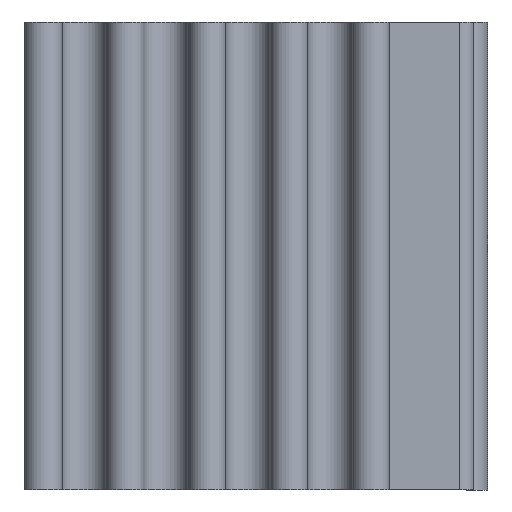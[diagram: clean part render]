
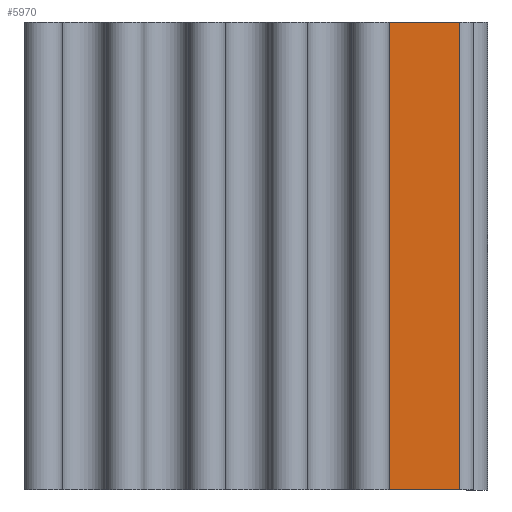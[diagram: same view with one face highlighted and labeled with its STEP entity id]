
A CAD part, left-side view. The second image highlights one B-rep face of the part: STEP entity #5970.
In plain terms, the highlighted planar face has unit normal (-1, 0, 0).
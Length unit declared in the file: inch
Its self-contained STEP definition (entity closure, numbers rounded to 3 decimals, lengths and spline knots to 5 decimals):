
#1536=DIRECTION('',(0.,-1.,0.));
#1537=VECTOR('',#1536,0.0749);
#1538=CARTESIAN_POINT('',(-0.3401,-0.1751,-0.2501));
#1539=LINE('',#1538,#1537);
#1594=DIRECTION('',(0.,0.,1.));
#1595=VECTOR('',#1594,0.5002);
#1596=CARTESIAN_POINT('',(-0.3401,-0.25,-0.2501));
#1597=LINE('',#1596,#1595);
#1601=DIRECTION('',(0.,0.,1.));
#1602=VECTOR('',#1601,0.5002);
#1603=CARTESIAN_POINT('',(-0.3401,-0.1751,-0.2501));
#1604=LINE('',#1603,#1602);
#3070=DIRECTION('',(0.,-1.,0.));
#3071=VECTOR('',#3070,0.0749);
#3072=CARTESIAN_POINT('',(-0.3401,-0.1751,0.2501));
#3073=LINE('',#3072,#3071);
#5398=CARTESIAN_POINT('',(-0.3401,-0.1751,-0.2501));
#5399=VERTEX_POINT('',#5398);
#5400=CARTESIAN_POINT('',(-0.3401,-0.25,-0.2501));
#5401=VERTEX_POINT('',#5400);
#5410=CARTESIAN_POINT('',(-0.3401,-0.1751,0.2501));
#5411=VERTEX_POINT('',#5410);
#5412=CARTESIAN_POINT('',(-0.3401,-0.25,0.2501));
#5413=VERTEX_POINT('',#5412);
#5957=CARTESIAN_POINT('',(-0.3401,-0.175,-0.25));
#5958=DIRECTION('',(-1.,0.,0.));
#5959=DIRECTION('',(0.,-1.,0.));
#5960=AXIS2_PLACEMENT_3D('',#5957,#5958,#5959);
#5961=PLANE('',#5960);
#5962=ORIENTED_EDGE('',*,*,#5869,.F.);
#5964=ORIENTED_EDGE('',*,*,#5963,.T.);
#5966=ORIENTED_EDGE('',*,*,#5965,.T.);
#5967=ORIENTED_EDGE('',*,*,#5938,.F.);
#5968=EDGE_LOOP('',(#5962,#5964,#5966,#5967));
#5969=FACE_OUTER_BOUND('',#5968,.F.);
#5869=EDGE_CURVE('',#5399,#5401,#1539,.T.);
#5938=EDGE_CURVE('',#5401,#5413,#1597,.T.);
#5963=EDGE_CURVE('',#5399,#5411,#1604,.T.);
#5965=EDGE_CURVE('',#5411,#5413,#3073,.T.);
#5970=ADVANCED_FACE('',(#5969),#5961,.T.);
